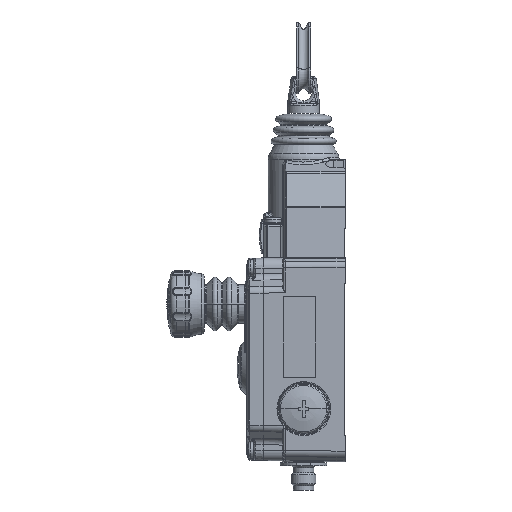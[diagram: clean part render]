
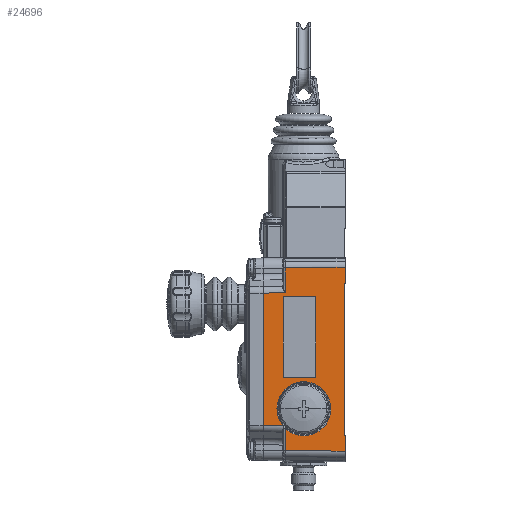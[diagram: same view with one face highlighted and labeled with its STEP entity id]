
A CAD part, left-side view. The second image highlights one B-rep face of the part: STEP entity #24696.
In plain terms, the highlighted planar face has unit normal (-1, 0.018, 0).
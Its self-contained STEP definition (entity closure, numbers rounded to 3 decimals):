
#349=DIRECTION('',(0.,0.,-1.));
#350=VECTOR('',#349,75.2);
#351=CARTESIAN_POINT('',(-41.698,-20.,-12.4));
#352=LINE('',#351,#350);
#5307=CARTESIAN_POINT('',(-41.707,-20.5,-95.388));
#5318=DIRECTION('',(0.,0.,-1.));
#5319=VECTOR('',#5318,7.775);
#5320=CARTESIAN_POINT('',(-41.707,-20.5,-87.613));
#5321=LINE('',#5320,#5319);
#5411=CARTESIAN_POINT('',(-41.707,-20.5,-4.612));
#5455=DIRECTION('',(0.,0.,-1.));
#5456=VECTOR('',#5455,7.775);
#5457=CARTESIAN_POINT('',(-41.707,-20.5,-4.612));
#5458=LINE('',#5457,#5456);
#5905=DIRECTION('',(0.017,1.,-0.026));
#5906=VECTOR('',#5905,0.5);
#5907=CARTESIAN_POINT('',(-41.707,-20.5,-12.387));
#5908=LINE('',#5907,#5906);
#11914=DIRECTION('',(0.,0.,1.));
#11915=VECTOR('',#11914,12.221);
#11916=CARTESIAN_POINT('',(-41.192,9.017,
-17.131));
#11917=LINE('',#11916,#11915);
#11921=DIRECTION('',(0.017,1.,-0.01));
#11922=VECTOR('',#11921,29.523);
#11923=CARTESIAN_POINT('',(-41.707,-20.5,-4.612));
#11924=LINE('',#11923,#11922);
#11928=DIRECTION('',(-0.017,-1.,-0.026));
#11929=VECTOR('',#11928,0.5);
#11930=CARTESIAN_POINT('',(-41.698,-20.,-87.6));
#11931=LINE('',#11930,#11929);
#11935=DIRECTION('',(0.017,1.,0.01));
#11936=VECTOR('',#11935,29.523);
#11937=CARTESIAN_POINT('',(-41.707,-20.5,-95.388));
#11938=LINE('',#11937,#11936);
#11942=DIRECTION('',(0.,0.,1.));
#11943=VECTOR('',#11942,10.986);
#11944=CARTESIAN_POINT('',(-41.192,9.017,
-95.09));
#11945=LINE('',#11944,#11943);
#11949=CARTESIAN_POINT('',(-41.584,-13.448,
-74.449));
#11950=CARTESIAN_POINT('',(-41.584,-13.449,
-75.203));
#11951=CARTESIAN_POINT('',(-41.582,-13.322,
-76.684));
#11952=CARTESIAN_POINT('',(-41.572,-12.766,
-78.853));
#11953=CARTESIAN_POINT('',(-41.556,-11.86,
-80.889));
#11954=CARTESIAN_POINT('',(-41.535,-10.633,
-82.743));
#11955=CARTESIAN_POINT('',(-41.508,-9.116,
-84.368));
#11956=CARTESIAN_POINT('',(-41.477,-7.351,
-85.719));
#11957=CARTESIAN_POINT('',(-41.443,-5.387,
-86.76));
#11958=CARTESIAN_POINT('',(-41.406,-3.277,
-87.46));
#11959=CARTESIAN_POINT('',(-41.368,-1.082,
-87.801));
#11960=CARTESIAN_POINT('',(-41.329,1.139,
-87.772));
#11961=CARTESIAN_POINT('',(-41.291,3.322,
-87.376));
#11962=CARTESIAN_POINT('',(-41.255,5.406,
-86.626));
#11963=CARTESIAN_POINT('',(-41.221,7.342,
-85.535));
#11964=CARTESIAN_POINT('',(-41.201,8.482,
-84.616));
#11965=CARTESIAN_POINT('',(-41.192,9.017,
-84.104));
#11970=CARTESIAN_POINT('',(-41.12,13.134,
-74.449));
#11971=CARTESIAN_POINT('',(-41.12,13.135,
-73.71));
#11972=CARTESIAN_POINT('',(-41.122,13.019,
-72.212));
#11973=CARTESIAN_POINT('',(-41.133,12.381,
-69.78));
#11974=CARTESIAN_POINT('',(-41.152,11.31,
-67.55));
#11975=CARTESIAN_POINT('',(-41.177,9.861,
-65.563));
#11976=CARTESIAN_POINT('',(-41.208,8.06,
-63.867));
#11977=CARTESIAN_POINT('',(-41.245,5.971,
-62.531));
#11978=CARTESIAN_POINT('',(-41.285,3.676,
-61.607));
#11979=CARTESIAN_POINT('',(-41.327,1.245,
-61.122));
#11980=CARTESIAN_POINT('',(-41.371,-1.238,
-61.095));
#11981=CARTESIAN_POINT('',(-41.413,-3.683,
-61.528));
#11982=CARTESIAN_POINT('',(-41.454,-6.007,
-62.406));
#11983=CARTESIAN_POINT('',(-41.491,-8.128,
-63.699));
#11984=CARTESIAN_POINT('',(-41.523,-9.975,
-65.361));
#11985=CARTESIAN_POINT('',(-41.55,-11.482,
-67.335));
#11986=CARTESIAN_POINT('',(-41.569,-12.601,
-69.555));
#11987=CARTESIAN_POINT('',(-41.581,-13.292,
-71.959));
#11988=CARTESIAN_POINT('',(-41.584,-13.449,
-73.607));
#11989=CARTESIAN_POINT('',(-41.584,-13.448,
-74.449));
#11994=CARTESIAN_POINT('',(-41.171,10.176,
-82.845));
#11995=CARTESIAN_POINT('',(-41.163,10.679,
-82.222));
#11996=CARTESIAN_POINT('',(-41.147,11.555,
-80.912));
#11997=CARTESIAN_POINT('',(-41.131,12.515,
-78.713));
#11998=CARTESIAN_POINT('',(-41.121,13.044,
-76.45));
#11999=CARTESIAN_POINT('',(-41.12,13.135,
-75.101));
#12000=CARTESIAN_POINT('',(-41.12,13.134,
-74.449));
#12005=DIRECTION('',(-0.017,-1.,-0.021));
#12006=VECTOR('',#12005,9.827);
#12007=CARTESIAN_POINT('',(-41.,20.,-82.641));
#12008=LINE('',#12007,#12006);
#12012=DIRECTION('',(0.,0.,1.));
#12013=VECTOR('',#12012,65.282);
#12014=CARTESIAN_POINT('',(-41.,20.,-82.641));
#12015=LINE('',#12014,#12013);
#12592=CARTESIAN_POINT('',(-41.,20.,-82.641));
#12606=CARTESIAN_POINT('',(-41.192,9.017,
-17.131));
#12627=DIRECTION('',(0.017,1.,-0.021));
#12628=VECTOR('',#12627,10.987);
#12629=CARTESIAN_POINT('',(-41.192,9.017,
-17.131));
#12630=LINE('',#12629,#12628);
#12634=CARTESIAN_POINT('',(-41.,20.,-17.359));
#12688=CARTESIAN_POINT('',(-41.192,9.017,
-4.91));
#16568=CARTESIAN_POINT('',(-41.698,-20.,-12.4));
#16569=CARTESIAN_POINT('',(-41.698,-20.,-87.6));
#16570=VERTEX_POINT('',#16568);
#16571=VERTEX_POINT('',#16569);
#16576=CARTESIAN_POINT('',(-41.707,-20.5,-12.387));
#16577=VERTEX_POINT('',#16576);
#16580=CARTESIAN_POINT('',(-41.707,-20.5,-87.613));
#16581=VERTEX_POINT('',#16580);
#16610=VERTEX_POINT('',#5307);
#16613=VERTEX_POINT('',#5411);
#16618=VERTEX_POINT('',#12634);
#16621=VERTEX_POINT('',#12592);
#16622=CARTESIAN_POINT('',(-41.171,10.176,
-82.845));
#16623=VERTEX_POINT('',#16622);
#16638=VERTEX_POINT('',#12688);
#16664=CARTESIAN_POINT('',(-41.192,9.017,
-95.09));
#16665=CARTESIAN_POINT('',(-41.192,9.017,
-84.104));
#16666=VERTEX_POINT('',#16664);
#16667=VERTEX_POINT('',#16665);
#16692=VERTEX_POINT('',#12606);
#16827=VERTEX_POINT('',#11970);
#16828=VERTEX_POINT('',#11989);
#24664=CARTESIAN_POINT('',(-41.,20.,-98.631));
#24665=DIRECTION('',(-1.,0.017,0.));
#24666=DIRECTION('',(0.,0.,1.));
#24667=AXIS2_PLACEMENT_3D('',#24664,#24665,#24666);
#24668=PLANE('',#24667);
#24670=ORIENTED_EDGE('',*,*,#24669,.T.);
#24672=ORIENTED_EDGE('',*,*,#24671,.F.);
#24673=ORIENTED_EDGE('',*,*,#18887,.T.);
#24674=ORIENTED_EDGE('',*,*,#19498,.T.);
#24675=ORIENTED_EDGE('',*,*,#16999,.T.);
#24676=ORIENTED_EDGE('',*,*,#19399,.T.);
#24677=ORIENTED_EDGE('',*,*,#18801,.T.);
#24679=ORIENTED_EDGE('',*,*,#24678,.T.);
#24681=ORIENTED_EDGE('',*,*,#24680,.T.);
#24683=ORIENTED_EDGE('',*,*,#24682,.F.);
#24685=ORIENTED_EDGE('',*,*,#24684,.F.);
#24687=ORIENTED_EDGE('',*,*,#24686,.F.);
#24689=ORIENTED_EDGE('',*,*,#24688,.F.);
#24691=ORIENTED_EDGE('',*,*,#24690,.T.);
#24693=ORIENTED_EDGE('',*,*,#24692,.F.);
#24694=EDGE_LOOP('',(#24670,#24672,#24673,#24674,#24675,#24676,#24677,#24679,
#24681,#24683,#24685,#24687,#24689,#24691,#24693));
#24695=FACE_OUTER_BOUND('',#24694,.F.);
#24696=ADVANCED_FACE('',(#24695),#24668,.T.);
#11966=B_SPLINE_CURVE_WITH_KNOTS('',3,(#11949,#11950,#11951,#11952,#11953,
#11954,#11955,#11956,#11957,#11958,#11959,#11960,#11961,#11962,#11963,#11964,
#11965),.UNSPECIFIED.,.F.,.F.,(4,1,1,1,1,1,1,1,1,1,1,1,1,1,4),(0.,
0.071,0.143,0.214,0.286,
0.357,0.429,0.5,0.571,0.643,
0.714,0.786,0.857,0.929,1.),
.UNSPECIFIED.);
#11990=B_SPLINE_CURVE_WITH_KNOTS('',3,(#11970,#11971,#11972,#11973,#11974,
#11975,#11976,#11977,#11978,#11979,#11980,#11981,#11982,#11983,#11984,#11985,
#11986,#11987,#11988,#11989),.UNSPECIFIED.,.F.,.F.,(4,1,1,1,1,1,1,1,1,1,1,1,1,1,
1,1,1,4),(0.,0.059,0.118,0.176,
0.235,0.294,0.353,0.412,
0.471,0.529,0.588,0.647,
0.706,0.765,0.824,0.882,
0.941,1.),.UNSPECIFIED.);
#12001=B_SPLINE_CURVE_WITH_KNOTS('',3,(#11994,#11995,#11996,#11997,#11998,
#11999,#12000),.UNSPECIFIED.,.F.,.F.,(4,1,1,1,4),(0.,0.25,0.5,0.75,
1.),.UNSPECIFIED.);
#16999=EDGE_CURVE('',#16570,#16571,#352,.T.);
#18801=EDGE_CURVE('',#16581,#16610,#5321,.T.);
#18887=EDGE_CURVE('',#16613,#16577,#5458,.T.);
#19399=EDGE_CURVE('',#16571,#16581,#11931,.T.);
#19498=EDGE_CURVE('',#16577,#16570,#5908,.T.);
#24669=EDGE_CURVE('',#16692,#16638,#11917,.T.);
#24671=EDGE_CURVE('',#16613,#16638,#11924,.T.);
#24678=EDGE_CURVE('',#16610,#16666,#11938,.T.);
#24680=EDGE_CURVE('',#16666,#16667,#11945,.T.);
#24682=EDGE_CURVE('',#16828,#16667,#11966,.T.);
#24684=EDGE_CURVE('',#16827,#16828,#11990,.T.);
#24686=EDGE_CURVE('',#16623,#16827,#12001,.T.);
#24688=EDGE_CURVE('',#16621,#16623,#12008,.T.);
#24690=EDGE_CURVE('',#16621,#16618,#12015,.T.);
#24692=EDGE_CURVE('',#16692,#16618,#12630,.T.);
